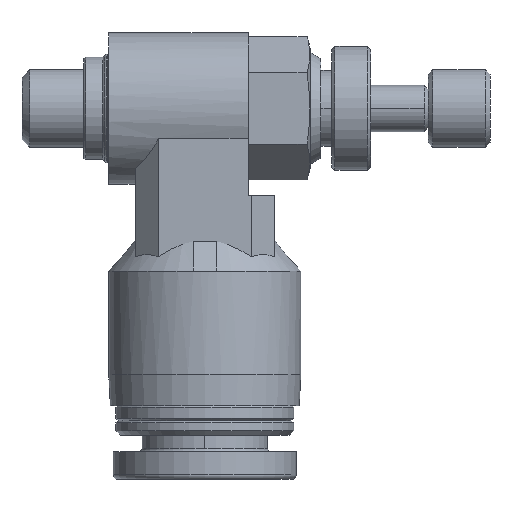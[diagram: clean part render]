
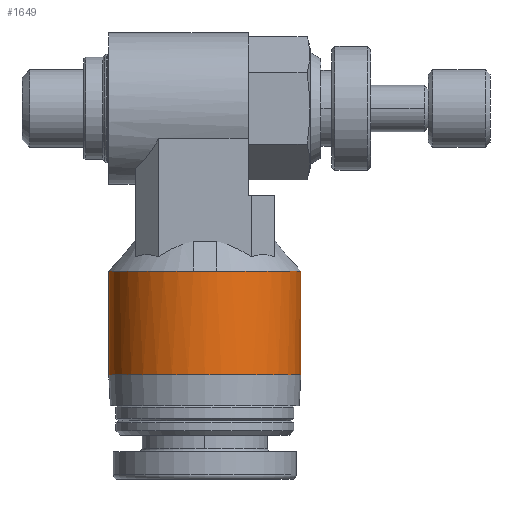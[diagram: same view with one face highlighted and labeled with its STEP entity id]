
A CAD part, front view. The second image highlights one B-rep face of the part: STEP entity #1649.
In plain terms, the highlighted cylindrical face has radius 6.2 mm (diameter 12.4 mm), a partial arc.
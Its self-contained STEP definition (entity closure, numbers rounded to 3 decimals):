
#93=CYLINDRICAL_SURFACE('',#1870,6.2);
#187=LINE('',#3042,#282);
#188=LINE('',#3043,#283);
#282=VECTOR('',#2402,6.7);
#283=VECTOR('',#2403,6.7);
#423=FACE_OUTER_BOUND('',#542,.T.);
#542=EDGE_LOOP('',(#1503,#1504,#1505,#1506,#1507,#1508));
#614=CIRCLE('',#1796,6.2);
#615=CIRCLE('',#1798,6.2);
#632=CIRCLE('',#1823,6.2);
#655=CIRCLE('',#1868,6.2);
#763=VERTEX_POINT('',#2800);
#764=VERTEX_POINT('',#2844);
#766=VERTEX_POINT('',#2901);
#782=VERTEX_POINT('',#2958);
#799=VERTEX_POINT('',#3034);
#800=VERTEX_POINT('',#3035);
#972=EDGE_CURVE('',#763,#766,#614,.T.);
#973=EDGE_CURVE('',#764,#763,#615,.T.);
#993=EDGE_CURVE('',#782,#764,#632,.T.);
#1034=EDGE_CURVE('',#800,#799,#655,.T.);
#1035=EDGE_CURVE('',#800,#766,#187,.T.);
#1036=EDGE_CURVE('',#799,#782,#188,.T.);
#1503=ORIENTED_EDGE('',*,*,#1034,.T.);
#1504=ORIENTED_EDGE('',*,*,#1036,.T.);
#1505=ORIENTED_EDGE('',*,*,#993,.T.);
#1506=ORIENTED_EDGE('',*,*,#973,.T.);
#1507=ORIENTED_EDGE('',*,*,#972,.T.);
#1508=ORIENTED_EDGE('',*,*,#1035,.F.);
#1649=ADVANCED_FACE('',(#423),#93,.T.);
#1796=AXIS2_PLACEMENT_3D('',#2903,#2235,#2236);
#1798=AXIS2_PLACEMENT_3D('',#2905,#2239,#2240);
#1823=AXIS2_PLACEMENT_3D('',#2959,#2290,#2291);
#1868=AXIS2_PLACEMENT_3D('',#3040,#2398,#2399);
#1870=AXIS2_PLACEMENT_3D('',#3044,#2404,#2405);
#2235=DIRECTION('center_axis',(0.,0.,-1.));
#2236=DIRECTION('ref_axis',(-0.121,-0.993,0.));
#2239=DIRECTION('center_axis',(0.,0.,-1.));
#2240=DIRECTION('ref_axis',(0.121,-0.993,0.));
#2290=DIRECTION('center_axis',(0.,0.,-1.));
#2291=DIRECTION('ref_axis',(1.,0.,0.));
#2398=DIRECTION('center_axis',(0.,0.,1.));
#2399=DIRECTION('ref_axis',(-1.,0.,0.));
#2402=DIRECTION('',(0.,0.,1.));
#2403=DIRECTION('',(0.,0.,1.));
#2404=DIRECTION('center_axis',(0.,0.,1.));
#2405=DIRECTION('ref_axis',(0.,-1.,0.));
#2800=CARTESIAN_POINT('',(-0.75,-6.154,13.45));
#2844=CARTESIAN_POINT('',(0.75,-6.154,13.45));
#2901=CARTESIAN_POINT('',(-6.2,0.,13.45));
#2903=CARTESIAN_POINT('Origin',(0.,0.,
13.45));
#2905=CARTESIAN_POINT('Origin',(0.,0.,
13.45));
#2958=CARTESIAN_POINT('',(6.2,0.,13.45));
#2959=CARTESIAN_POINT('Origin',(0.,0.,
13.45));
#3034=CARTESIAN_POINT('',(6.2,0.,6.75));
#3035=CARTESIAN_POINT('',(-6.2,0.,6.75));
#3040=CARTESIAN_POINT('Origin',(0.,0.,6.75));
#3042=CARTESIAN_POINT('',(-6.2,0.,6.75));
#3043=CARTESIAN_POINT('',(6.2,0.,6.75));
#3044=CARTESIAN_POINT('Origin',(0.,0.,6.75));
